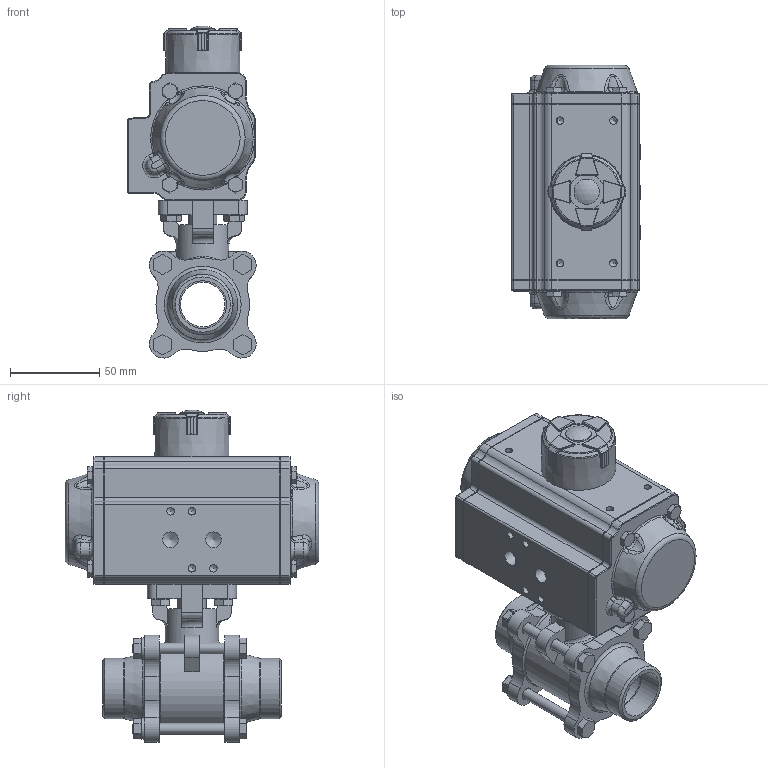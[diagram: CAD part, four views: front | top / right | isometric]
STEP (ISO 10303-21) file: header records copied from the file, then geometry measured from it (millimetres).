
FILE_DESCRIPTION(/* description */ ('Unknown'),/* implementation_level */ '2;1');
FILE_NAME(/* name */ 'DW02 9325-06',/* time_stamp */ '2022-11-08T12:28:35+01:00',/* author */ ('Unknown'),/* organization */ ('Unknown'),/* preprocessor_version */ 'ST-DEVELOPER v16.7',/* originating_system */ 'Solid Edge',/* authorisation */ 'Unknown');
FILE_SCHEMA (('AUTOMOTIVE_DESIGN {1 0 10303 214 3 1 1}'));
Length unit declared in the file: millimetre
Products named in the file (13): DW20-8.122.025; DIN 933 M6x18 A2-70 BLK_EDST; 8.122.025; DIN558_M_6x60.1.3; DIN126-M6; DIN934-M6.1.1; DW02_FR01_(DW20_FR15); KP-50; cup head square neck bolts grade b gb_GB_FASTENER_BOLT_CHSNBSHB M6X25
-N; ________(___________; _____________; ______
Assembly tree (26 placements, depth 3):
  DW20-8.122.025
    DIN 933 M6x18 A2-70 BLK_EDST  x4
    8.122.025
      8.122.025
      DIN558_M_6x60.1.3  x4
      DIN126-M6  x4
      DIN934-M6.1.1  x4
    DW02_FR01_(DW20_FR15)
      KP-50
      cup head square neck bolts grade b gb_GB_FASTENER_BOLT_CHSNBSHB M6X25
-N
      ________(___________  x2
      _____________  x2
      ______
Bounding box: 71.98 x 142.2 x 186.3 mm (x, y, z)
Volume: 737409 mm3; surface area: 111496.2 mm2
Topology: 24 solids, 24 shells, 1359 faces, 3316 edges, 2017 vertices
Faces by surface type: plane 552, cylinder 376, cone 172, bspline 138, torus 111, sphere 10
Full cylindrical faces by diameter (mm): 2.1 x2, 3 x16, 3.3 x8, 4.2 x12, 5 x9, 6 x9, 6.2 x1, 6.6 x4, 7 x10, 8.8 x2, 10 x4, 11.7 x1, 12 x4, 13.9 x1, 14.2 x1, 15.9 x1, 16 x1, 20 x1, 23.5 x1, 25 x1, 26.7 x2, 30 x1, 32 x1, 34 x2, 38.5 x1, 50 x1
Entity records: 35093 total; most frequent: CARTESIAN_POINT 11774, DIRECTION 4713, ORIENTED_EDGE 4622, EDGE_CURVE 2311, AXIS2_PLACEMENT_3D 1851, VERTEX_POINT 1491, FACE_BOUND 1256, EDGE_LOOP 1238
